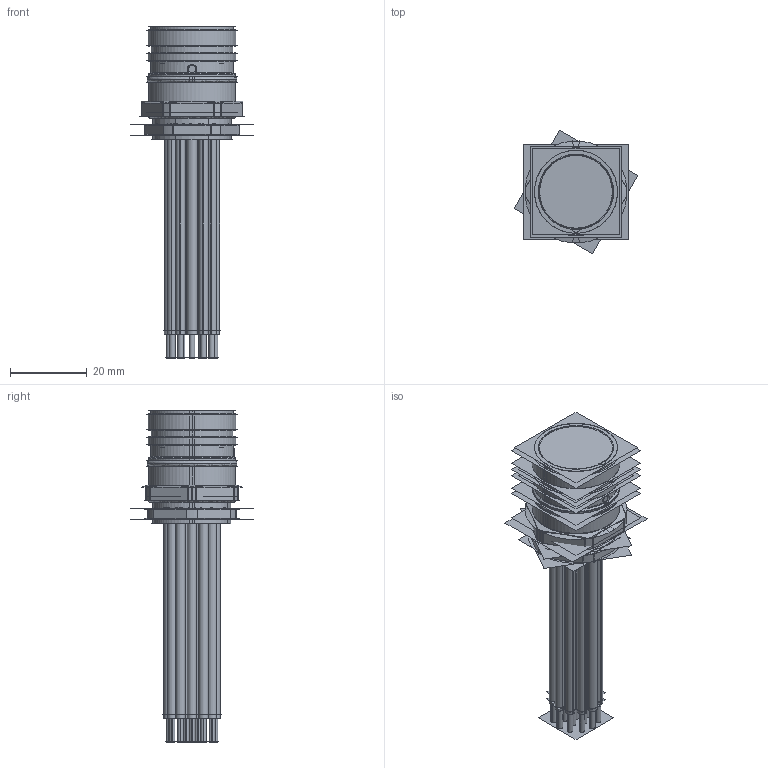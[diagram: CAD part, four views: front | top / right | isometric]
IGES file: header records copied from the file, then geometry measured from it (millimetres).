
Start section:  PTC IGES file: 244420_sm01.igs
Global section: file name: 244420_sm01.igs; native system: Creo Parametric by PTC Inc.; preprocessor: 2022414; author: banengservice; organization: Unknown; date: 20240916.133543; units: millimetre
Bounding box: 32.35 x 32.34 x 86.79 mm (x, y, z)
Volume: 28825.8 mm3; surface area: 138812 mm2
Topology: 5 solids, 5 shells, 894 faces, 5619 edges, 8156 vertices
Faces by surface type: revolution 678, bspline 216
